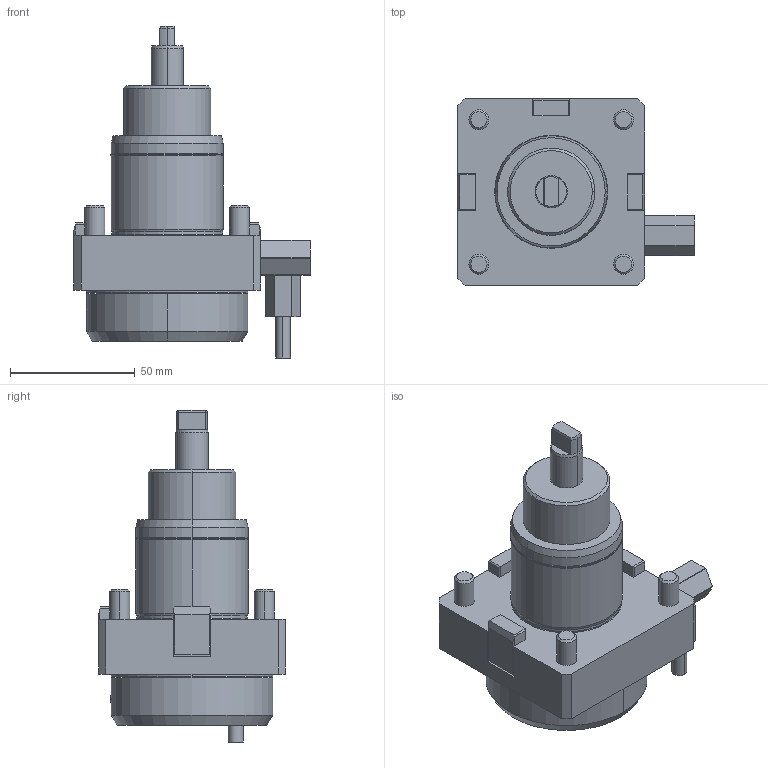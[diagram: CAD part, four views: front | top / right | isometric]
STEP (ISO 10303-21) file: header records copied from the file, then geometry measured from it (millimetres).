
FILE_DESCRIPTION(('HOOPS Exchange Step'),'2;1');
FILE_NAME('Modelcomposition.stp','2024-06-04T12:49:31+00:00',('toolarena-modelservice-ewspro'),('Unknown organisation'),'HOOPS Exchange 2021.2','HOOPS Exchange','Unknown authorisation');
FILE_SCHEMA( ('AP242_MANAGED_MODEL_BASED_3D_ENGINEERING_MIM_LF {1 0 10303 442 1 1 4 }') );
Length unit declared in the file: millimetre
Products named in the file (1): EWS_171845_DIN4003
Bounding box: 94.9 x 75 x 133.25 mm (x, y, z)
Volume: 275520.2 mm3; surface area: 41364.5 mm2
Topology: 1 solids, 1 shells, 195 faces, 489 edges, 303 vertices
Faces by surface type: plane 107, cylinder 56, cone 26, torus 6
Entity records: 5964 total; most frequent: CARTESIAN_POINT 1137, DIRECTION 1038, ORIENTED_EDGE 978, EDGE_CURVE 489, AXIS2_PLACEMENT_3D 360, VECTOR 318, LINE 318, VERTEX_POINT 303
